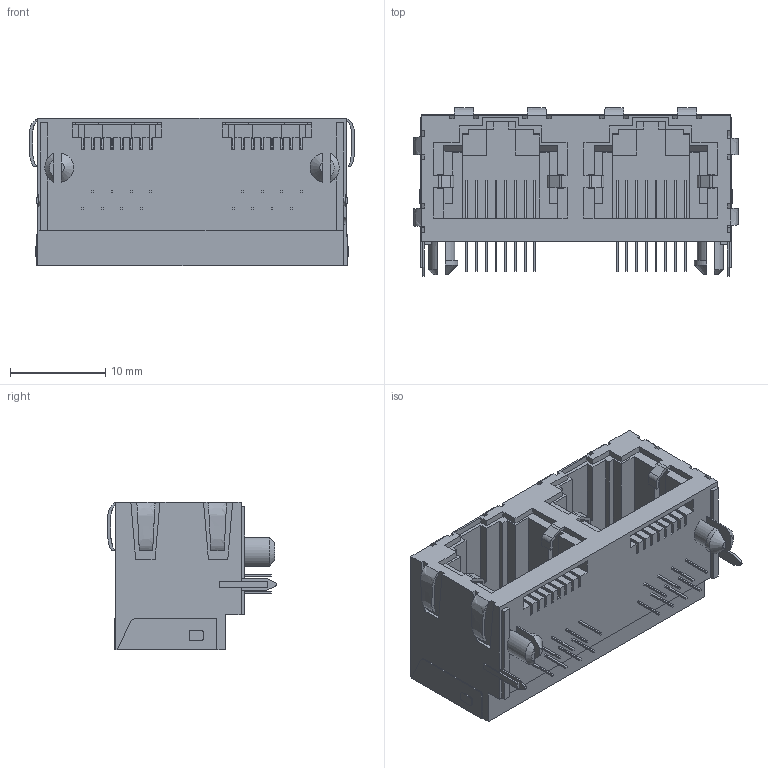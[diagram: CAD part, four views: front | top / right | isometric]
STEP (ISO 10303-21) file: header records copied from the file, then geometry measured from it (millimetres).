
FILE_DESCRIPTION (( 'STEP AP214' ), '1' );
FILE_NAME ('TJ-8P8C x2-442480085.STEP', '2020-05-15T17:01:04', ( 'Elessar' ), ( '' ), 'SwSTEP 2.0', 'SolidWorks 2018', '' );
FILE_SCHEMA (( 'AUTOMOTIVE_DESIGN' ));
Length unit declared in the file: inch
Products named in the file (1): TJ-8P8C x2-442480085
Bounding box: 34.05 x 17.66 x 15.47 mm (x, y, z)
Volume: 3785.3 mm3; surface area: 4314.7 mm2
Topology: 1 solids, 1 shells, 855 faces, 2454 edges, 1626 vertices
Faces by surface type: plane 664, cylinder 165, bspline 22, cone 4
Entity records: 28618 total; most frequent: CARTESIAN_POINT 5922, ORIENTED_EDGE 4908, DIRECTION 4420, EDGE_CURVE 2454, LINE 2076, VECTOR 2076, VERTEX_POINT 1626, AXIS2_PLACEMENT_3D 1172
